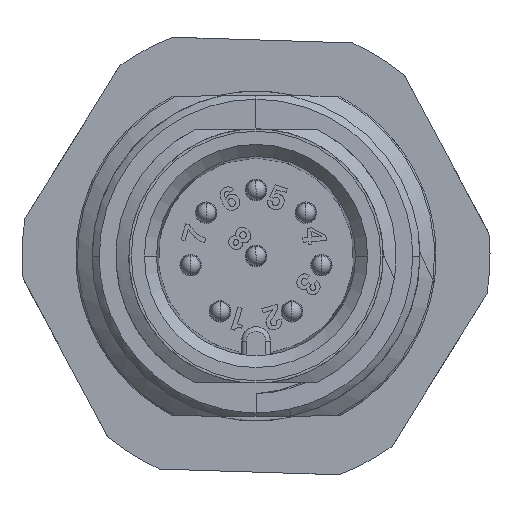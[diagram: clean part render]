
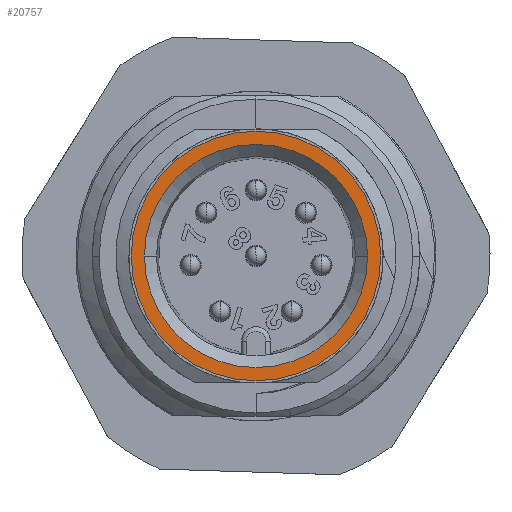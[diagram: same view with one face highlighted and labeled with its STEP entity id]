
A CAD part, front view. The second image highlights one B-rep face of the part: STEP entity #20757.
In plain terms, the highlighted planar face has unit normal (0, -1, 0).
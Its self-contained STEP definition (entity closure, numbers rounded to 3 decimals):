
#6516=CARTESIAN_POINT('',(0.,-21.,0.));
#6517=DIRECTION('',(0.,-1.,0.));
#6518=DIRECTION('',(0.,0.,-1.));
#6519=AXIS2_PLACEMENT_3D('',#6516,#6517,#6518);
#6525=CARTESIAN_POINT('',(0.,-21.,0.));
#6526=DIRECTION('',(0.,1.,0.));
#6527=DIRECTION('',(0.,0.,-1.));
#6528=AXIS2_PLACEMENT_3D('',#6525,#6526,#6527);
#6534=CARTESIAN_POINT('',(0.,-21.,0.));
#6535=DIRECTION('',(0.,1.,0.));
#6536=DIRECTION('',(1.,0.,0.));
#6537=AXIS2_PLACEMENT_3D('',#6534,#6535,#6536);
#6539=CARTESIAN_POINT('',(0.,-21.,0.));
#6540=DIRECTION('',(0.,1.,0.));
#6541=DIRECTION('',(-1.,0.,0.));
#6542=AXIS2_PLACEMENT_3D('',#6539,#6540,#6541);
#10348=CARTESIAN_POINT('',(0.,-21.,-5.2));
#10349=CARTESIAN_POINT('',(0.,-21.,5.2));
#10350=VERTEX_POINT('',#10348);
#10351=VERTEX_POINT('',#10349);
#10352=CARTESIAN_POINT('',(4.65,-21.,0.));
#10353=CARTESIAN_POINT('',(-4.65,-21.,0.));
#10354=VERTEX_POINT('',#10352);
#10355=VERTEX_POINT('',#10353);
#20742=CARTESIAN_POINT('',(0.,-21.,0.));
#20743=DIRECTION('',(0.,-1.,0.));
#20744=DIRECTION('',(0.,0.,1.));
#20745=AXIS2_PLACEMENT_3D('',#20742,#20743,#20744);
#20746=PLANE('',#20745);
#20747=ORIENTED_EDGE('',*,*,#20736,.T.);
#20748=ORIENTED_EDGE('',*,*,#20722,.F.);
#20749=EDGE_LOOP('',(#20747,#20748));
#20750=FACE_OUTER_BOUND('',#20749,.F.);
#20752=ORIENTED_EDGE('',*,*,#20751,.F.);
#20754=ORIENTED_EDGE('',*,*,#20753,.F.);
#20755=EDGE_LOOP('',(#20752,#20754));
#20756=FACE_BOUND('',#20755,.F.);
#6520=CIRCLE('',#6519,5.2);
#6529=CIRCLE('',#6528,5.2);
#6538=CIRCLE('',#6537,4.65);
#6543=CIRCLE('',#6542,4.65);
#20722=EDGE_CURVE('',#10350,#10351,#6520,.T.);
#20736=EDGE_CURVE('',#10350,#10351,#6529,.T.);
#20751=EDGE_CURVE('',#10354,#10355,#6538,.T.);
#20753=EDGE_CURVE('',#10355,#10354,#6543,.T.);
#20757=ADVANCED_FACE('',(#20750,#20756),#20746,.T.);
